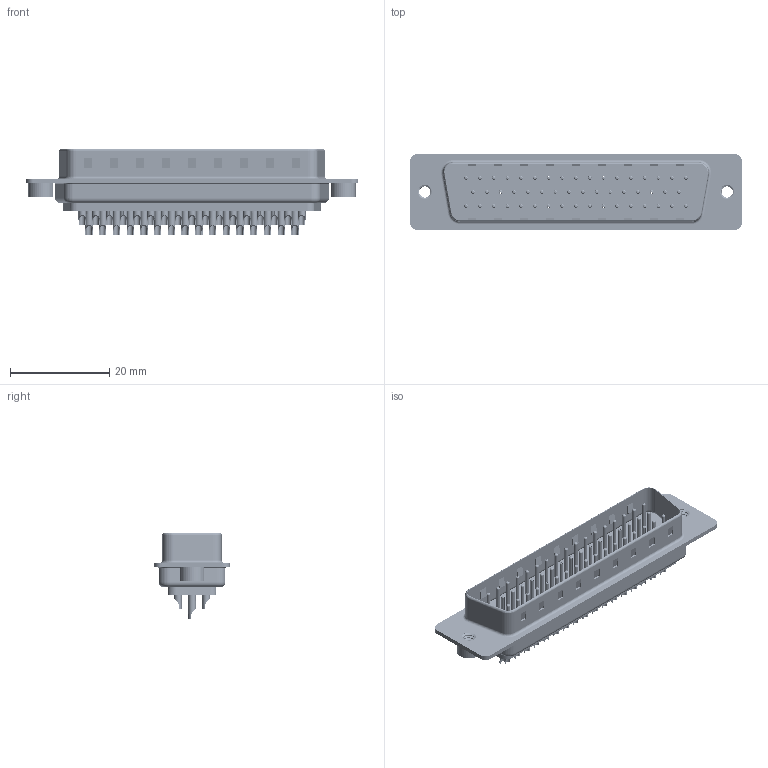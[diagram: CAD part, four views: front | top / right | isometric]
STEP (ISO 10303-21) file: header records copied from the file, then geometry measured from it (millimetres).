
FILE_DESCRIPTION (( 'STEP AP203' ), '1' );
FILE_NAME ('627-050-622-542.STEP', '2018-10-18T19:02:25', ( '' ), ( '' ), 'SwSTEP 2.0', 'SolidWorks 2016', '' );
FILE_SCHEMA (( 'CONFIG_CONTROL_DESIGN' ));
Length unit declared in the file: millimetre
Products named in the file (8): 627 Contact Row 2_22M; 627 Contact Row 3_22L; 627 4-40 Threaded Rivet; 627-050-622-542; 627 Housing_50 LP; 627 Shell Front_50 Contacts; 627 Shell Rear_50 Contacts; 627 Contact Row 1_22L
Assembly tree (55 placements, depth 2):
  627-050-622-542
    627 Housing_50 LP
    627 Shell Front_50 Contacts
    627 Shell Rear_50 Contacts
    627 Contact Row 1_22L  x17
    627 Contact Row 2_22M  x16
    627 Contact Row 3_22L  x17
    627 4-40 Threaded Rivet  x2
Bounding box: 67 x 15.3 x 17.35 mm (x, y, z)
Volume: 4469.6 mm3; surface area: 12964.6 mm2
Topology: 55 solids, 55 shells, 3612 faces, 9259 edges, 5868 vertices
Faces by surface type: cylinder 1591, torus 1106, plane 903, cone 6, bspline 6
Entity records: 32332 total; most frequent: CARTESIAN_POINT 6508, DIRECTION 5385, ORIENTED_EDGE 4630, EDGE_CURVE 2315, AXIS2_PLACEMENT_3D 2153, VERTEX_POINT 1491, EDGE_LOOP 1206, CIRCLE 1151
